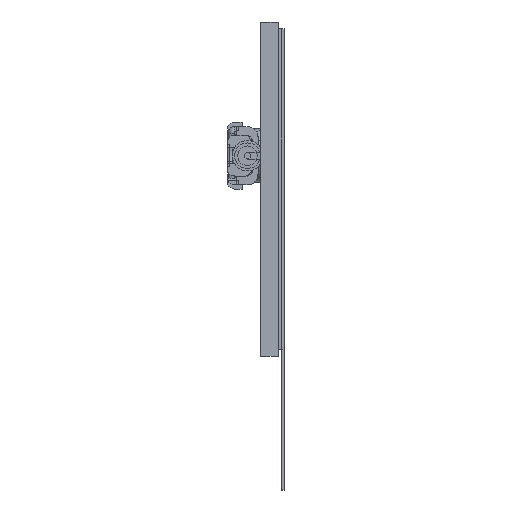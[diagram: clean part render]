
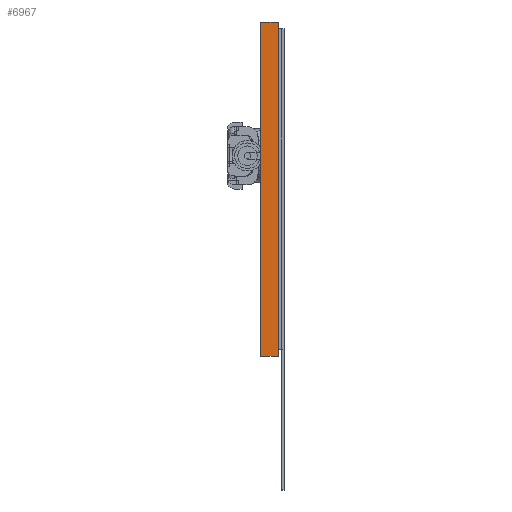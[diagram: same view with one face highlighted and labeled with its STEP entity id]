
A CAD part, left-side view. The second image highlights one B-rep face of the part: STEP entity #6967.
In plain terms, the highlighted planar face has unit normal (-1, 0, 0).
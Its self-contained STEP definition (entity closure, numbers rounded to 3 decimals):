
#363 = CARTESIAN_POINT ( 'NONE',  ( -45., 0., 0. ) ) ;
#2748 = CARTESIAN_POINT ( 'NONE',  ( -45., 0., -15. ) ) ;
#4576 = DIRECTION ( 'NONE',  ( 1., 0., 0. ) ) ;
#4692 = DIRECTION ( 'NONE',  ( 0., 0., -1. ) ) ;
#4763 = ORIENTED_EDGE ( 'NONE', *, *, #47829, .T. ) ;
#6335 = CARTESIAN_POINT ( 'NONE',  ( -45., -0.8, 0. ) ) ;
#6967 = ADVANCED_FACE ( 'NONE', ( #16452 ), #45795, .F. ) ;
#8253 = VECTOR ( 'NONE', #22451, 1000. ) ;
#8441 = ORIENTED_EDGE ( 'NONE', *, *, #20999, .F. ) ;
#9202 = VECTOR ( 'NONE', #16477, 1000. ) ;
#9316 = EDGE_CURVE ( 'NONE', #21961, #46033, #42023, .T. ) ;
#12617 = AXIS2_PLACEMENT_3D ( 'NONE', #42396, #4576, #31459 ) ;
#14402 = VECTOR ( 'NONE', #40988, 1000. ) ;
#14594 = LINE ( 'NONE', #47807, #14402 ) ;
#16252 = LINE ( 'NONE', #31728, #9202 ) ;
#16452 = FACE_OUTER_BOUND ( 'NONE', #47295, .T. ) ;
#16477 = DIRECTION ( 'NONE',  ( 0., 1., 0. ) ) ;
#18319 = LINE ( 'NONE', #363, #8253 ) ;
#19751 = CARTESIAN_POINT ( 'NONE',  ( -45., -0.8, 0. ) ) ;
#20600 = ORIENTED_EDGE ( 'NONE', *, *, #9316, .F. ) ;
#20999 = EDGE_CURVE ( 'NONE', #46033, #45214, #16252, .T. ) ;
#21961 = VERTEX_POINT ( 'NONE', #6335 ) ;
#22451 = DIRECTION ( 'NONE',  ( 0., 0., -1. ) ) ;
#27371 = ORIENTED_EDGE ( 'NONE', *, *, #29262, .T. ) ;
#29262 = EDGE_CURVE ( 'NONE', #21961, #46354, #14594, .T. ) ;
#31459 = DIRECTION ( 'NONE',  ( 0., 0., -1. ) ) ;
#31728 = CARTESIAN_POINT ( 'NONE',  ( -45., -0.8, -15. ) ) ;
#34595 = CARTESIAN_POINT ( 'NONE',  ( -45., -0.8, -15. ) ) ;
#40988 = DIRECTION ( 'NONE',  ( 0., 1., 0. ) ) ;
#42023 = LINE ( 'NONE', #19751, #45952 ) ;
#42396 = CARTESIAN_POINT ( 'NONE',  ( -45., -0.8, 0. ) ) ;
#43743 = CARTESIAN_POINT ( 'NONE',  ( -45., 0., 0. ) ) ;
#45214 = VERTEX_POINT ( 'NONE', #2748 ) ;
#45795 = PLANE ( 'NONE',  #12617 ) ;
#45952 = VECTOR ( 'NONE', #4692, 1000. ) ;
#46033 = VERTEX_POINT ( 'NONE', #34595 ) ;
#46354 = VERTEX_POINT ( 'NONE', #43743 ) ;
#47295 = EDGE_LOOP ( 'NONE', ( #4763, #8441, #20600, #27371 ) ) ;
#47807 = CARTESIAN_POINT ( 'NONE',  ( -45., -0.8, 0. ) ) ;
#47829 = EDGE_CURVE ( 'NONE', #46354, #45214, #18319, .T. ) ;
